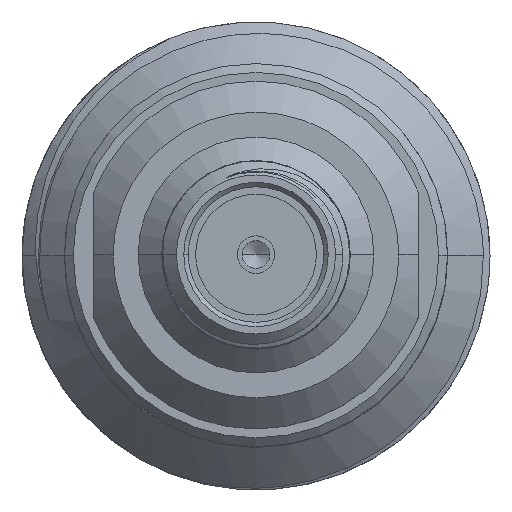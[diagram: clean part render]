
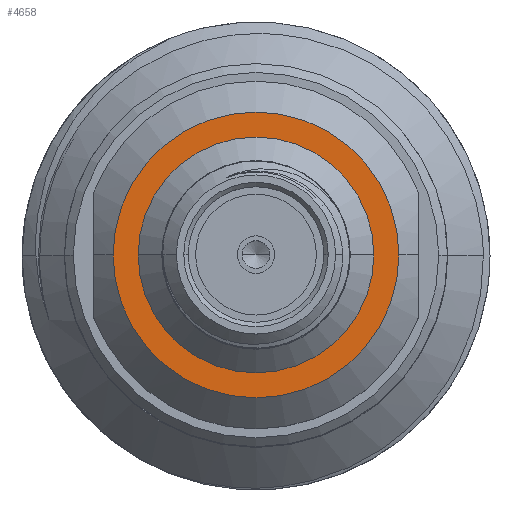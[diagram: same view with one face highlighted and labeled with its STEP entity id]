
A CAD part, top view. The second image highlights one B-rep face of the part: STEP entity #4658.
In plain terms, the highlighted planar face has unit normal (0, 0, 1).
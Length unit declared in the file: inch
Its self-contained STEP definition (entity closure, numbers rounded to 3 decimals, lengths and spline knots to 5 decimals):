
#258 = ORIENTED_EDGE ( 'NONE', *, *, #3494, .T. ) ;
#269 = CIRCLE ( 'NONE', #1725, 0.19094 ) ;
#319 = CARTESIAN_POINT ( 'NONE',  ( 0., 0., 0.27559 ) ) ;
#822 = DIRECTION ( 'NONE',  ( 0., 0., -1. ) ) ;
#907 = ORIENTED_EDGE ( 'NONE', *, *, #1963, .T. ) ;
#1259 = EDGE_LOOP ( 'NONE', ( #5354, #258 ) ) ;
#1268 = CARTESIAN_POINT ( 'NONE',  ( 0., 0., 0.27559 ) ) ;
#1278 = CIRCLE ( 'NONE', #1668, 0.19094 ) ;
#1668 = AXIS2_PLACEMENT_3D ( 'NONE', #1268, #1819, #5002 ) ;
#1714 = AXIS2_PLACEMENT_3D ( 'NONE', #319, #5548, #5088 ) ;
#1725 = AXIS2_PLACEMENT_3D ( 'NONE', #5516, #5024, #5937 ) ;
#1819 = DIRECTION ( 'NONE',  ( 0., 0., 1. ) ) ;
#1910 = CIRCLE ( 'NONE', #1714, 0.15748 ) ;
#1963 = EDGE_CURVE ( 'NONE', #3172, #4099, #1910, .T. ) ;
#2331 = FACE_OUTER_BOUND ( 'NONE', #1259, .T. ) ;
#2334 = EDGE_CURVE ( 'NONE', #4099, #3172, #2408, .T. ) ;
#2408 = CIRCLE ( 'NONE', #4171, 0.15748 ) ;
#2447 = VERTEX_POINT ( 'NONE', #5161 ) ;
#2675 = DIRECTION ( 'NONE',  ( 0., 0., 1. ) ) ;
#2797 = PLANE ( 'NONE',  #4414 ) ;
#3129 = CARTESIAN_POINT ( 'NONE',  ( 0.15748, 0., 0.27559 ) ) ;
#3172 = VERTEX_POINT ( 'NONE', #3129 ) ;
#3188 = CARTESIAN_POINT ( 'NONE',  ( 0., 0., 0.27559 ) ) ;
#3494 = EDGE_CURVE ( 'NONE', #5076, #2447, #269, .T. ) ;
#3691 = CARTESIAN_POINT ( 'NONE',  ( -0.15748, 0., 0.27559 ) ) ;
#4075 = ORIENTED_EDGE ( 'NONE', *, *, #2334, .T. ) ;
#4099 = VERTEX_POINT ( 'NONE', #3691 ) ;
#4171 = AXIS2_PLACEMENT_3D ( 'NONE', #5904, #822, #4932 ) ;
#4414 = AXIS2_PLACEMENT_3D ( 'NONE', #3188, #2675, #4537 ) ;
#4537 = DIRECTION ( 'NONE',  ( 1., 0., 0. ) ) ;
#4608 = EDGE_CURVE ( 'NONE', #2447, #5076, #1278, .T. ) ;
#4658 = ADVANCED_FACE ( 'NONE', ( #2331, #5036 ), #2797, .T. ) ;
#4932 = DIRECTION ( 'NONE',  ( 1., 0., 0. ) ) ;
#5002 = DIRECTION ( 'NONE',  ( 1., 0., 0. ) ) ;
#5024 = DIRECTION ( 'NONE',  ( 0., 0., 1. ) ) ;
#5036 = FACE_BOUND ( 'NONE', #5870, .T. ) ;
#5076 = VERTEX_POINT ( 'NONE', #5238 ) ;
#5088 = DIRECTION ( 'NONE',  ( 1., 0., 0. ) ) ;
#5161 = CARTESIAN_POINT ( 'NONE',  ( -0.19094, 0., 0.27559 ) ) ;
#5238 = CARTESIAN_POINT ( 'NONE',  ( 0.19094, 0., 0.27559 ) ) ;
#5354 = ORIENTED_EDGE ( 'NONE', *, *, #4608, .T. ) ;
#5516 = CARTESIAN_POINT ( 'NONE',  ( 0., 0., 0.27559 ) ) ;
#5548 = DIRECTION ( 'NONE',  ( 0., 0., -1. ) ) ;
#5870 = EDGE_LOOP ( 'NONE', ( #4075, #907 ) ) ;
#5904 = CARTESIAN_POINT ( 'NONE',  ( 0., 0., 0.27559 ) ) ;
#5937 = DIRECTION ( 'NONE',  ( 1., 0., 0. ) ) ;
